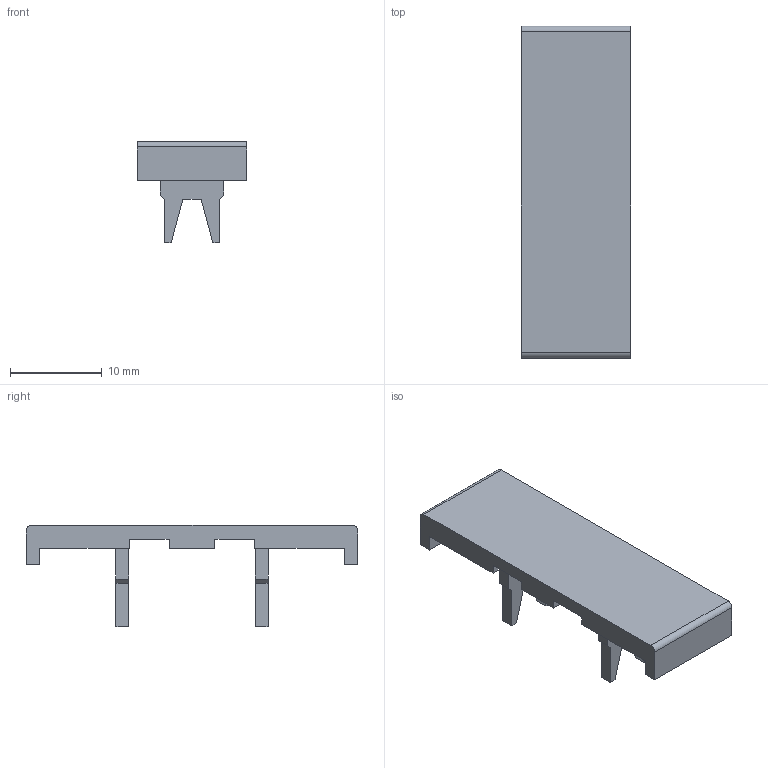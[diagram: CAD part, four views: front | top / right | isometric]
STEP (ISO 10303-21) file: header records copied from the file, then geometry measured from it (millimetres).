
FILE_DESCRIPTION(('CATIA V5 STEP Exchange','CAx-IF Rec.Pracs.--- Model Styling and Organization---1.4--- 2014-01-23'),'2;1');
FILE_NAME ('137323-1_0_2445080000_2445080000_WAD_12_MC_NE_GE.stp','2021-09-17T11:58:00+00:00',('none'),('Weidmueller'),'CATIA Version 5-6 Release 2016 SP3 HF44','CATIA V5 STEP AP214','none');
FILE_SCHEMA(('AUTOMOTIVE_DESIGN { 1 0 10303 214 1 1 1 1 }'));
Length unit declared in the file: millimetre
Products named in the file (1): 62736_WAD_12
Bounding box: 11.9 x 36.2 x 11.03 mm (x, y, z)
Volume: 911.9 mm3; surface area: 1506.3 mm2
Topology: 1 solids, 1 shells, 58 faces, 162 edges, 108 vertices
Faces by surface type: plane 56, cylinder 2
Entity records: 1767 total; most frequent: ORIENTED_EDGE 324, CARTESIAN_POINT 313, DIRECTION 246, EDGE_CURVE 162, VECTOR 158, LINE 158, VERTEX_POINT 108, EDGE_LOOP 60
